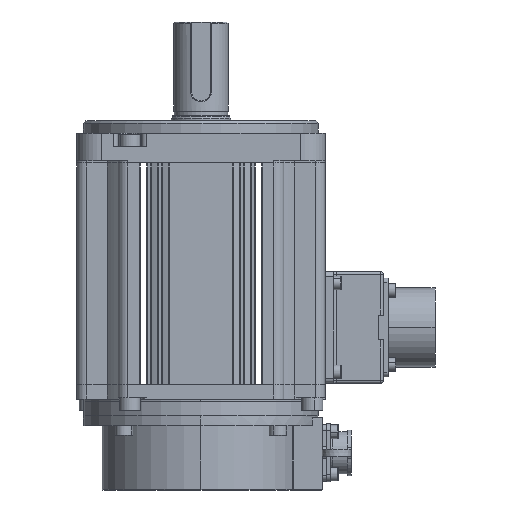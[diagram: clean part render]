
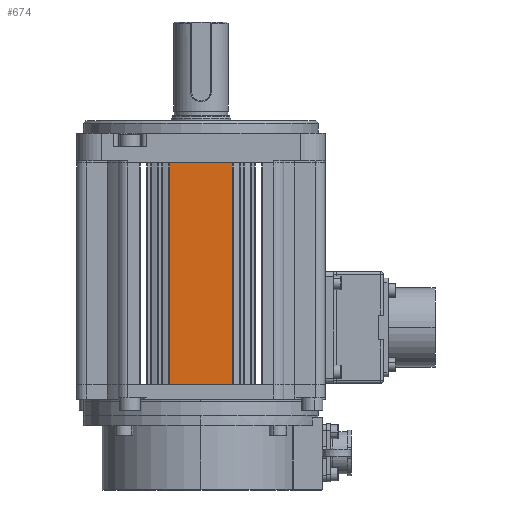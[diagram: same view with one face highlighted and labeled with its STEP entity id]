
A CAD part, front view. The second image highlights one B-rep face of the part: STEP entity #674.
In plain terms, the highlighted planar face has unit normal (0, -1, 0).
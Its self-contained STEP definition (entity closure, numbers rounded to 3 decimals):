
#529 = EDGE_LOOP ( 'NONE', ( #5613, #12571, #21438, #21588 ) ) ;
#530 = LINE ( 'NONE', #33124, #29345 ) ;
#674 = ADVANCED_FACE ( 'NONE', ( #10999 ), #14823, .F. ) ;
#1819 = VECTOR ( 'NONE', #25417, 1000. ) ;
#2984 = DIRECTION ( 'NONE',  ( 0., 0., 1. ) ) ;
#5613 = ORIENTED_EDGE ( 'NONE', *, *, #20930, .T. ) ;
#7832 = VERTEX_POINT ( 'NONE', #35815 ) ;
#8956 = CARTESIAN_POINT ( 'NONE',  ( -12.7, -50.15, 35. ) ) ;
#10999 = FACE_OUTER_BOUND ( 'NONE', #529, .T. ) ;
#12571 = ORIENTED_EDGE ( 'NONE', *, *, #14566, .T. ) ;
#13047 = LINE ( 'NONE', #16360, #34833 ) ;
#14405 = CARTESIAN_POINT ( 'NONE',  ( 12.7, -50.15, -54.5 ) ) ;
#14566 = EDGE_CURVE ( 'NONE', #31312, #29195, #530, .T. ) ;
#14823 = PLANE ( 'NONE',  #28837 ) ;
#15187 = DIRECTION ( 'NONE',  ( -1., 0., 0. ) ) ;
#16360 = CARTESIAN_POINT ( 'NONE',  ( 29.5, -50.15, -54.5 ) ) ;
#20219 = LINE ( 'NONE', #33801, #1819 ) ;
#20930 = EDGE_CURVE ( 'NONE', #7832, #31312, #13047, .T. ) ;
#20996 = CARTESIAN_POINT ( 'NONE',  ( -12.7, -50.15, 35. ) ) ;
#21438 = ORIENTED_EDGE ( 'NONE', *, *, #33401, .F. ) ;
#21588 = ORIENTED_EDGE ( 'NONE', *, *, #24680, .T. ) ;
#24680 = EDGE_CURVE ( 'NONE', #27509, #7832, #28103, .T. ) ;
#25417 = DIRECTION ( 'NONE',  ( 1., 0., 0. ) ) ;
#27509 = VERTEX_POINT ( 'NONE', #8956 ) ;
#28103 = LINE ( 'NONE', #20996, #28989 ) ;
#28837 = AXIS2_PLACEMENT_3D ( 'NONE', #28957, #31857, #15187 ) ;
#28957 = CARTESIAN_POINT ( 'NONE',  ( 29.5, -50.15, 35. ) ) ;
#28989 = VECTOR ( 'NONE', #35084, 1000. ) ;
#29178 = CARTESIAN_POINT ( 'NONE',  ( 12.7, -50.15, 35. ) ) ;
#29195 = VERTEX_POINT ( 'NONE', #29178 ) ;
#29345 = VECTOR ( 'NONE', #2984, 1000. ) ;
#31312 = VERTEX_POINT ( 'NONE', #14405 ) ;
#31857 = DIRECTION ( 'NONE',  ( 0., 1., 0. ) ) ;
#33124 = CARTESIAN_POINT ( 'NONE',  ( 12.7, -50.15, 35. ) ) ;
#33401 = EDGE_CURVE ( 'NONE', #27509, #29195, #20219, .T. ) ;
#33754 = DIRECTION ( 'NONE',  ( 1., 0., 0. ) ) ;
#33801 = CARTESIAN_POINT ( 'NONE',  ( 29.5, -50.15, 35. ) ) ;
#34833 = VECTOR ( 'NONE', #33754, 1000. ) ;
#35084 = DIRECTION ( 'NONE',  ( 0., 0., -1. ) ) ;
#35815 = CARTESIAN_POINT ( 'NONE',  ( -12.7, -50.15, -54.5 ) ) ;
